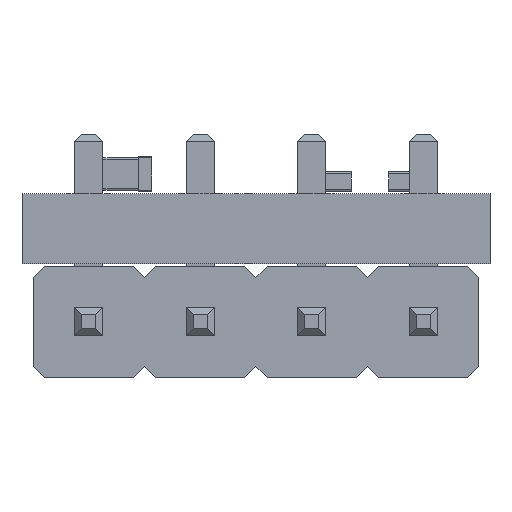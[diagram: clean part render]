
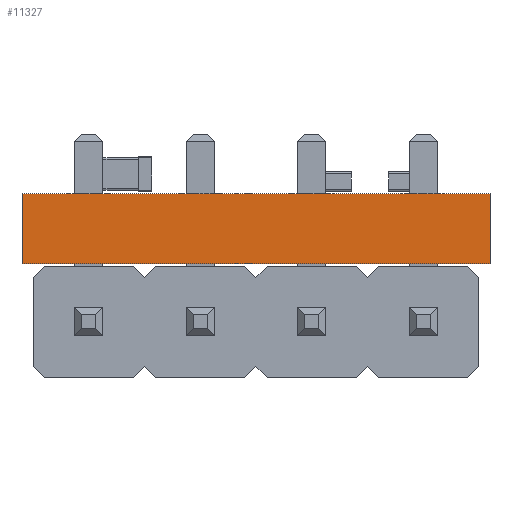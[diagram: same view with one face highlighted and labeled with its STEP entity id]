
A CAD part, front view. The second image highlights one B-rep face of the part: STEP entity #11327.
In plain terms, the highlighted planar face has unit normal (0, -1, 0).
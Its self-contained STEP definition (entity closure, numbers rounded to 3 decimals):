
#11327 = ADVANCED_FACE('',(#11328),#11342,.T.);
#11328 = FACE_BOUND('',#11329,.T.);
#11329 = EDGE_LOOP('',(#11330,#11365,#11393,#11421));
#11330 = ORIENTED_EDGE('',*,*,#11331,.T.);
#11331 = EDGE_CURVE('',#11332,#11334,#11336,.T.);
#11332 = VERTEX_POINT('',#11333);
#11333 = CARTESIAN_POINT('',(9.146,-1.782,0.));
#11334 = VERTEX_POINT('',#11335);
#11335 = CARTESIAN_POINT('',(9.146,-1.782,1.6));
#11336 = SURFACE_CURVE('',#11337,(#11341,#11353),.PCURVE_S1.);
#11337 = LINE('',#11338,#11339);
#11338 = CARTESIAN_POINT('',(9.146,-1.782,0.));
#11339 = VECTOR('',#11340,1.);
#11340 = DIRECTION('',(0.,0.,1.));
#11341 = PCURVE('',#11342,#11347);
#11342 = PLANE('',#11343);
#11343 = AXIS2_PLACEMENT_3D('',#11344,#11345,#11346);
#11344 = CARTESIAN_POINT('',(9.146,-1.782,0.));
#11345 = DIRECTION('',(0.,-1.,0.));
#11346 = DIRECTION('',(-1.,0.,0.));
#11347 = DEFINITIONAL_REPRESENTATION('',(#11348),#11352);
#11348 = LINE('',#11349,#11350);
#11349 = CARTESIAN_POINT('',(0.,-0.));
#11350 = VECTOR('',#11351,1.);
#11351 = DIRECTION('',(0.,-1.));
#11352 = ( GEOMETRIC_REPRESENTATION_CONTEXT(2) 
PARAMETRIC_REPRESENTATION_CONTEXT() REPRESENTATION_CONTEXT('2D SPACE',''
  ) );
#11353 = PCURVE('',#11354,#11359);
#11354 = PLANE('',#11355);
#11355 = AXIS2_PLACEMENT_3D('',#11356,#11357,#11358);
#11356 = CARTESIAN_POINT('',(9.146,11.938,0.));
#11357 = DIRECTION('',(1.,0.,-0.));
#11358 = DIRECTION('',(0.,-1.,0.));
#11359 = DEFINITIONAL_REPRESENTATION('',(#11360),#11364);
#11360 = LINE('',#11361,#11362);
#11361 = CARTESIAN_POINT('',(13.72,0.));
#11362 = VECTOR('',#11363,1.);
#11363 = DIRECTION('',(0.,-1.));
#11364 = ( GEOMETRIC_REPRESENTATION_CONTEXT(2) 
PARAMETRIC_REPRESENTATION_CONTEXT() REPRESENTATION_CONTEXT('2D SPACE',''
  ) );
#11365 = ORIENTED_EDGE('',*,*,#11366,.T.);
#11366 = EDGE_CURVE('',#11334,#11367,#11369,.T.);
#11367 = VERTEX_POINT('',#11368);
#11368 = CARTESIAN_POINT('',(-1.524,-1.782,1.6));
#11369 = SURFACE_CURVE('',#11370,(#11374,#11381),.PCURVE_S1.);
#11370 = LINE('',#11371,#11372);
#11371 = CARTESIAN_POINT('',(9.146,-1.782,1.6));
#11372 = VECTOR('',#11373,1.);
#11373 = DIRECTION('',(-1.,0.,0.));
#11374 = PCURVE('',#11342,#11375);
#11375 = DEFINITIONAL_REPRESENTATION('',(#11376),#11380);
#11376 = LINE('',#11377,#11378);
#11377 = CARTESIAN_POINT('',(0.,-1.6));
#11378 = VECTOR('',#11379,1.);
#11379 = DIRECTION('',(1.,0.));
#11380 = ( GEOMETRIC_REPRESENTATION_CONTEXT(2) 
PARAMETRIC_REPRESENTATION_CONTEXT() REPRESENTATION_CONTEXT('2D SPACE',''
  ) );
#11381 = PCURVE('',#11382,#11387);
#11382 = PLANE('',#11383);
#11383 = AXIS2_PLACEMENT_3D('',#11384,#11385,#11386);
#11384 = CARTESIAN_POINT('',(3.811,5.078,1.6));
#11385 = DIRECTION('',(-0.,-0.,-1.));
#11386 = DIRECTION('',(-1.,0.,0.));
#11387 = DEFINITIONAL_REPRESENTATION('',(#11388),#11392);
#11388 = LINE('',#11389,#11390);
#11389 = CARTESIAN_POINT('',(-5.335,-6.86));
#11390 = VECTOR('',#11391,1.);
#11391 = DIRECTION('',(1.,0.));
#11392 = ( GEOMETRIC_REPRESENTATION_CONTEXT(2) 
PARAMETRIC_REPRESENTATION_CONTEXT() REPRESENTATION_CONTEXT('2D SPACE',''
  ) );
#11393 = ORIENTED_EDGE('',*,*,#11394,.F.);
#11394 = EDGE_CURVE('',#11395,#11367,#11397,.T.);
#11395 = VERTEX_POINT('',#11396);
#11396 = CARTESIAN_POINT('',(-1.524,-1.782,0.));
#11397 = SURFACE_CURVE('',#11398,(#11402,#11409),.PCURVE_S1.);
#11398 = LINE('',#11399,#11400);
#11399 = CARTESIAN_POINT('',(-1.524,-1.782,0.));
#11400 = VECTOR('',#11401,1.);
#11401 = DIRECTION('',(0.,0.,1.));
#11402 = PCURVE('',#11342,#11403);
#11403 = DEFINITIONAL_REPRESENTATION('',(#11404),#11408);
#11404 = LINE('',#11405,#11406);
#11405 = CARTESIAN_POINT('',(10.67,0.));
#11406 = VECTOR('',#11407,1.);
#11407 = DIRECTION('',(0.,-1.));
#11408 = ( GEOMETRIC_REPRESENTATION_CONTEXT(2) 
PARAMETRIC_REPRESENTATION_CONTEXT() REPRESENTATION_CONTEXT('2D SPACE',''
  ) );
#11409 = PCURVE('',#11410,#11415);
#11410 = PLANE('',#11411);
#11411 = AXIS2_PLACEMENT_3D('',#11412,#11413,#11414);
#11412 = CARTESIAN_POINT('',(-1.524,-1.782,0.));
#11413 = DIRECTION('',(-1.,0.,0.));
#11414 = DIRECTION('',(0.,1.,0.));
#11415 = DEFINITIONAL_REPRESENTATION('',(#11416),#11420);
#11416 = LINE('',#11417,#11418);
#11417 = CARTESIAN_POINT('',(0.,0.));
#11418 = VECTOR('',#11419,1.);
#11419 = DIRECTION('',(0.,-1.));
#11420 = ( GEOMETRIC_REPRESENTATION_CONTEXT(2) 
PARAMETRIC_REPRESENTATION_CONTEXT() REPRESENTATION_CONTEXT('2D SPACE',''
  ) );
#11421 = ORIENTED_EDGE('',*,*,#11422,.F.);
#11422 = EDGE_CURVE('',#11332,#11395,#11423,.T.);
#11423 = SURFACE_CURVE('',#11424,(#11428,#11435),.PCURVE_S1.);
#11424 = LINE('',#11425,#11426);
#11425 = CARTESIAN_POINT('',(9.146,-1.782,0.));
#11426 = VECTOR('',#11427,1.);
#11427 = DIRECTION('',(-1.,0.,0.));
#11428 = PCURVE('',#11342,#11429);
#11429 = DEFINITIONAL_REPRESENTATION('',(#11430),#11434);
#11430 = LINE('',#11431,#11432);
#11431 = CARTESIAN_POINT('',(0.,-0.));
#11432 = VECTOR('',#11433,1.);
#11433 = DIRECTION('',(1.,0.));
#11434 = ( GEOMETRIC_REPRESENTATION_CONTEXT(2) 
PARAMETRIC_REPRESENTATION_CONTEXT() REPRESENTATION_CONTEXT('2D SPACE',''
  ) );
#11435 = PCURVE('',#11436,#11441);
#11436 = PLANE('',#11437);
#11437 = AXIS2_PLACEMENT_3D('',#11438,#11439,#11440);
#11438 = CARTESIAN_POINT('',(3.811,5.078,0.));
#11439 = DIRECTION('',(-0.,-0.,-1.));
#11440 = DIRECTION('',(-1.,0.,0.));
#11441 = DEFINITIONAL_REPRESENTATION('',(#11442),#11446);
#11442 = LINE('',#11443,#11444);
#11443 = CARTESIAN_POINT('',(-5.335,-6.86));
#11444 = VECTOR('',#11445,1.);
#11445 = DIRECTION('',(1.,0.));
#11446 = ( GEOMETRIC_REPRESENTATION_CONTEXT(2) 
PARAMETRIC_REPRESENTATION_CONTEXT() REPRESENTATION_CONTEXT('2D SPACE',''
  ) );
